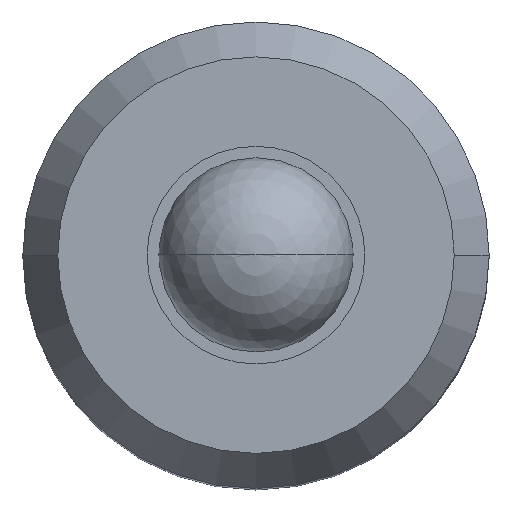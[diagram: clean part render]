
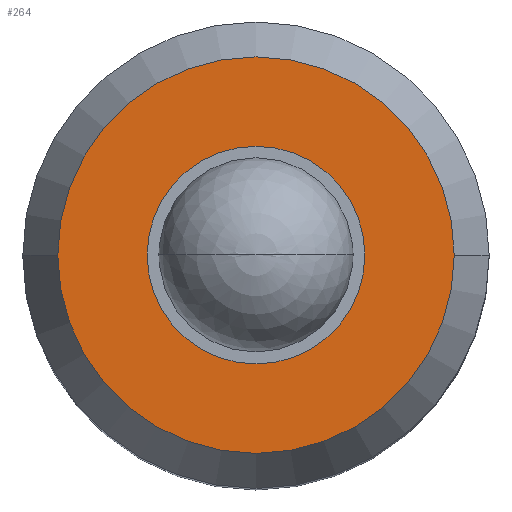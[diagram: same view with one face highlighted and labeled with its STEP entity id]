
A CAD part, top view. The second image highlights one B-rep face of the part: STEP entity #264.
In plain terms, the highlighted planar face has unit normal (0, 0, 1).
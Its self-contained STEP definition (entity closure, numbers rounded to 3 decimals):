
#160=EDGE_CURVE('',#318,#188,#377,.T.);
#164=VERTEX_POINT('',#382);
#188=VERTEX_POINT('',#411);
#212=EDGE_CURVE('',#314,#164,#440,.T.);
#262=EDGE_CURVE('',#188,#318,#496,.T.);
#264=ADVANCED_FACE('',(#498,#499),#500,.T.);
#314=VERTEX_POINT('',#554);
#316=EDGE_CURVE('',#164,#314,#556,.T.);
#318=VERTEX_POINT('',#558);
#377=CIRCLE('',#617,2.8);
#382=CARTESIAN_POINT('',(-5.1,0.,0.0));
#411=CARTESIAN_POINT('',(-2.8,0.,0.0));
#440=CIRCLE('',#695,5.1);
#496=CIRCLE('',#772,2.8);
#498=FACE_OUTER_BOUND('',#774,.T.);
#499=FACE_BOUND('',#775,.T.);
#500=PLANE('',#776);
#554=CARTESIAN_POINT('',(5.1,0.,0.0));
#556=CIRCLE('',#846,5.1);
#558=CARTESIAN_POINT('',(2.8,0.,0.0));
#617=AXIS2_PLACEMENT_3D('',#900,#901,#902);
#695=AXIS2_PLACEMENT_3D('',#996,#997,#998);
#772=AXIS2_PLACEMENT_3D('',#1073,#1074,#1075);
#774=EDGE_LOOP('',(#1077,#1078));
#775=EDGE_LOOP('',(#1079,#1080));
#776=AXIS2_PLACEMENT_3D('',#1081,#1082,#1083);
#846=AXIS2_PLACEMENT_3D('',#1133,#1134,#1135);
#900=CARTESIAN_POINT('',(0.,0.,0.0));
#901=DIRECTION('',(0.0,0.0,1.0));
#902=DIRECTION('',(-1.0,0.,0.0));
#996=CARTESIAN_POINT('',(0.,0.,0.0));
#997=DIRECTION('',(0.0,0.0,1.0));
#998=DIRECTION('',(-1.0,0.,0.0));
#1073=CARTESIAN_POINT('',(0.,0.,0.0));
#1074=DIRECTION('',(0.0,0.0,1.0));
#1075=DIRECTION('',(-1.0,0.,0.0));
#1077=ORIENTED_EDGE('',*,*,#316,.T.);
#1078=ORIENTED_EDGE('',*,*,#212,.T.);
#1079=ORIENTED_EDGE('',*,*,#262,.F.);
#1080=ORIENTED_EDGE('',*,*,#160,.F.);
#1081=CARTESIAN_POINT('',(-3.95,0.,0.0));
#1082=DIRECTION('',(0.0,0.0,1.0));
#1083=DIRECTION('',(-1.0,0.,0.0));
#1133=CARTESIAN_POINT('',(0.,0.,0.0));
#1134=DIRECTION('',(0.0,0.0,1.0));
#1135=DIRECTION('',(-1.0,0.,0.0));
